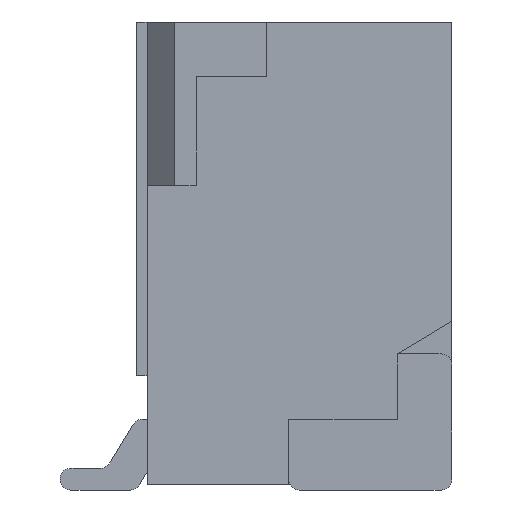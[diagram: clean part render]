
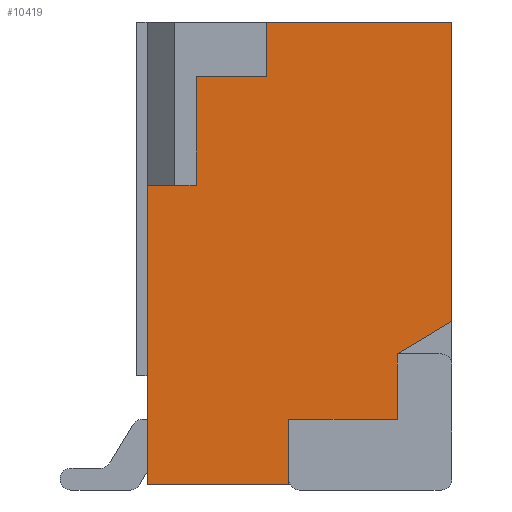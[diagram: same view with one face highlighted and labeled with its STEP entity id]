
A CAD part, left-side view. The second image highlights one B-rep face of the part: STEP entity #10419.
In plain terms, the highlighted planar face has unit normal (-1, 0, 0).
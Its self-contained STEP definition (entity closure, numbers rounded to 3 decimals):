
#111 = VERTEX_POINT ( 'NONE', #4232 ) ;
#123 = ORIENTED_EDGE ( 'NONE', *, *, #1637, .T. ) ;
#547 = CARTESIAN_POINT ( 'NONE',  ( -1.5, -2.9, 4.25 ) ) ;
#619 = CARTESIAN_POINT ( 'NONE',  ( -1.5, -2.4, 0.6 ) ) ;
#655 = LINE ( 'NONE', #8145, #7873 ) ;
#678 = DIRECTION ( 'NONE',  ( 0., 1., 0. ) ) ;
#684 = DIRECTION ( 'NONE',  ( 0., 0., 1. ) ) ;
#695 = DIRECTION ( 'NONE',  ( 0., 1., 0. ) ) ;
#768 = CARTESIAN_POINT ( 'NONE',  ( -1.5, -2.4, 0.6 ) ) ;
#775 = VECTOR ( 'NONE', #695, 1000. ) ;
#879 = VECTOR ( 'NONE', #1239, 1000. ) ;
#1074 = EDGE_CURVE ( 'NONE', #10622, #10702, #2291, .T. ) ;
#1130 = CARTESIAN_POINT ( 'NONE',  ( -1.5, -0.1, 0. ) ) ;
#1239 = DIRECTION ( 'NONE',  ( 0., 0., 1. ) ) ;
#1333 = CARTESIAN_POINT ( 'NONE',  ( -1.5, -2.9, 4.25 ) ) ;
#1348 = LINE ( 'NONE', #4575, #879 ) ;
#1371 = ORIENTED_EDGE ( 'NONE', *, *, #9135, .T. ) ;
#1449 = LINE ( 'NONE', #619, #8872 ) ;
#1530 = VERTEX_POINT ( 'NONE', #5780 ) ;
#1630 = ORIENTED_EDGE ( 'NONE', *, *, #6294, .T. ) ;
#1637 = EDGE_CURVE ( 'NONE', #1530, #10622, #10095, .T. ) ;
#1743 = EDGE_LOOP ( 'NONE', ( #6080, #10751, #6993, #7249, #8354, #9909, #1371, #1630, #123, #8879, #9982, #1870 ) ) ;
#1791 = EDGE_CURVE ( 'NONE', #1848, #4300, #8653, .T. ) ;
#1796 = CARTESIAN_POINT ( 'NONE',  ( -1.5, 0., 0. ) ) ;
#1848 = VERTEX_POINT ( 'NONE', #2934 ) ;
#1870 = ORIENTED_EDGE ( 'NONE', *, *, #8830, .T. ) ;
#1965 = DIRECTION ( 'NONE',  ( 0., 0., -1. ) ) ;
#2105 = LINE ( 'NONE', #547, #2493 ) ;
#2117 = CARTESIAN_POINT ( 'NONE',  ( -1.5, -0.1, 2.75 ) ) ;
#2202 = CARTESIAN_POINT ( 'NONE',  ( -1.5, -1.2, 3.75 ) ) ;
#2240 = CARTESIAN_POINT ( 'NONE',  ( -1.5, -0.1, 2.75 ) ) ;
#2291 = LINE ( 'NONE', #2240, #3224 ) ;
#2353 = VERTEX_POINT ( 'NONE', #2202 ) ;
#2416 = LINE ( 'NONE', #9299, #775 ) ;
#2493 = VECTOR ( 'NONE', #8877, 1000. ) ;
#2613 = VECTOR ( 'NONE', #4606, 1000. ) ;
#2628 = PLANE ( 'NONE',  #6043 ) ;
#2717 = CARTESIAN_POINT ( 'NONE',  ( -1.5, -2.9, 1.5 ) ) ;
#2797 = CARTESIAN_POINT ( 'NONE',  ( -1.5, -1.2, 3.75 ) ) ;
#2934 = CARTESIAN_POINT ( 'NONE',  ( -1.5, -1.4, 0. ) ) ;
#2974 = DIRECTION ( 'NONE',  ( 0., -0.857, 0.514 ) ) ;
#3024 = DIRECTION ( 'NONE',  ( 0., -1., 0. ) ) ;
#3137 = VECTOR ( 'NONE', #6054, 1000. ) ;
#3224 = VECTOR ( 'NONE', #678, 1000. ) ;
#3359 = VECTOR ( 'NONE', #1965, 1000. ) ;
#3822 = VERTEX_POINT ( 'NONE', #768 ) ;
#3897 = DIRECTION ( 'NONE',  ( 0., -1., 0. ) ) ;
#3972 = CARTESIAN_POINT ( 'NONE',  ( -1.5, -2.9, 1.5 ) ) ;
#4232 = CARTESIAN_POINT ( 'NONE',  ( -1.5, -2.4, 1.2 ) ) ;
#4259 = EDGE_CURVE ( 'NONE', #10702, #10527, #10543, .T. ) ;
#4300 = VERTEX_POINT ( 'NONE', #4732 ) ;
#4575 = CARTESIAN_POINT ( 'NONE',  ( -1.5, -2.4, 1.2 ) ) ;
#4606 = DIRECTION ( 'NONE',  ( 0., 0., 1. ) ) ;
#4732 = CARTESIAN_POINT ( 'NONE',  ( -1.5, -1.4, 0.6 ) ) ;
#4810 = EDGE_CURVE ( 'NONE', #8183, #6807, #655, .T. ) ;
#5188 = DIRECTION ( 'NONE',  ( -1., 0., 0. ) ) ;
#5584 = CARTESIAN_POINT ( 'NONE',  ( -1.5, -0.1, 0. ) ) ;
#5618 = CARTESIAN_POINT ( 'NONE',  ( -1.5, -0.55, 2.75 ) ) ;
#5712 = DIRECTION ( 'NONE',  ( 0., 0., 1. ) ) ;
#5780 = CARTESIAN_POINT ( 'NONE',  ( -1.5, -0.55, 3.75 ) ) ;
#6043 = AXIS2_PLACEMENT_3D ( 'NONE', #1796, #5188, #684 ) ;
#6054 = DIRECTION ( 'NONE',  ( 0., 0., -1. ) ) ;
#6080 = ORIENTED_EDGE ( 'NONE', *, *, #1791, .T. ) ;
#6294 = EDGE_CURVE ( 'NONE', #2353, #1530, #2416, .T. ) ;
#6411 = LINE ( 'NONE', #3972, #10474 ) ;
#6698 = EDGE_CURVE ( 'NONE', #6807, #9130, #2105, .T. ) ;
#6776 = CARTESIAN_POINT ( 'NONE',  ( -1.5, -0.55, 2.75 ) ) ;
#6807 = VERTEX_POINT ( 'NONE', #1333 ) ;
#6993 = ORIENTED_EDGE ( 'NONE', *, *, #9158, .T. ) ;
#7249 = ORIENTED_EDGE ( 'NONE', *, *, #10017, .T. ) ;
#7677 = FACE_OUTER_BOUND ( 'NONE', #1743, .T. ) ;
#7873 = VECTOR ( 'NONE', #5712, 1000. ) ;
#7877 = CARTESIAN_POINT ( 'NONE',  ( -1.5, -1.4, 0.6 ) ) ;
#8145 = CARTESIAN_POINT ( 'NONE',  ( -1.5, -2.9, 1.5 ) ) ;
#8183 = VERTEX_POINT ( 'NONE', #2717 ) ;
#8354 = ORIENTED_EDGE ( 'NONE', *, *, #4810, .T. ) ;
#8653 = LINE ( 'NONE', #7877, #2613 ) ;
#8830 = EDGE_CURVE ( 'NONE', #10527, #1848, #9012, .T. ) ;
#8872 = VECTOR ( 'NONE', #3897, 1000. ) ;
#8877 = DIRECTION ( 'NONE',  ( 0., 1., 0. ) ) ;
#8879 = ORIENTED_EDGE ( 'NONE', *, *, #1074, .T. ) ;
#8946 = DIRECTION ( 'NONE',  ( 0., 0., -1. ) ) ;
#9012 = LINE ( 'NONE', #5584, #9726 ) ;
#9130 = VERTEX_POINT ( 'NONE', #9460 ) ;
#9135 = EDGE_CURVE ( 'NONE', #9130, #2353, #10393, .T. ) ;
#9158 = EDGE_CURVE ( 'NONE', #3822, #111, #1348, .T. ) ;
#9299 = CARTESIAN_POINT ( 'NONE',  ( -1.5, -0.55, 3.75 ) ) ;
#9460 = CARTESIAN_POINT ( 'NONE',  ( -1.5, -1.2, 4.25 ) ) ;
#9726 = VECTOR ( 'NONE', #3024, 1000. ) ;
#9816 = VECTOR ( 'NONE', #8946, 1000. ) ;
#9909 = ORIENTED_EDGE ( 'NONE', *, *, #6698, .T. ) ;
#9982 = ORIENTED_EDGE ( 'NONE', *, *, #4259, .T. ) ;
#10017 = EDGE_CURVE ( 'NONE', #111, #8183, #6411, .T. ) ;
#10095 = LINE ( 'NONE', #6776, #3137 ) ;
#10304 = EDGE_CURVE ( 'NONE', #4300, #3822, #1449, .T. ) ;
#10393 = LINE ( 'NONE', #2797, #3359 ) ;
#10419 = ADVANCED_FACE ( 'NONE', ( #7677 ), #2628, .T. ) ;
#10474 = VECTOR ( 'NONE', #2974, 1000. ) ;
#10527 = VERTEX_POINT ( 'NONE', #1130 ) ;
#10543 = LINE ( 'NONE', #10654, #9816 ) ;
#10622 = VERTEX_POINT ( 'NONE', #5618 ) ;
#10654 = CARTESIAN_POINT ( 'NONE',  ( -1.5, -0.1, 2.75 ) ) ;
#10702 = VERTEX_POINT ( 'NONE', #2117 ) ;
#10751 = ORIENTED_EDGE ( 'NONE', *, *, #10304, .T. ) ;
